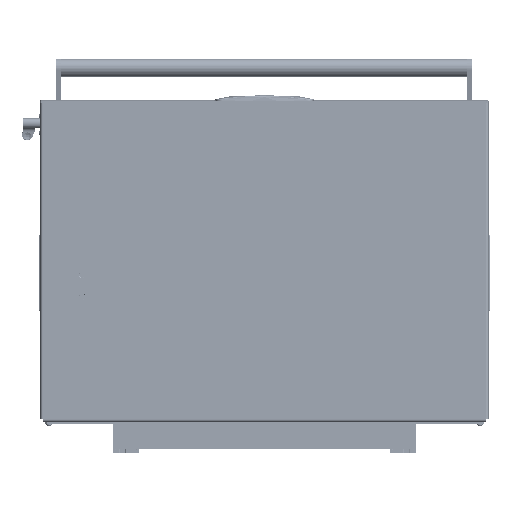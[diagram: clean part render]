
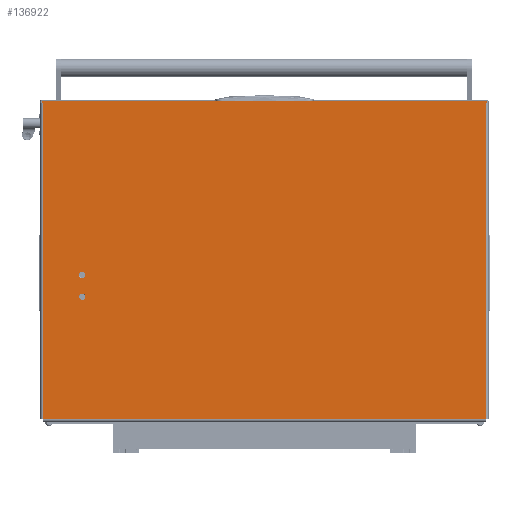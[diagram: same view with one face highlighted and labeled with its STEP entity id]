
A CAD part, front view. The second image highlights one B-rep face of the part: STEP entity #136922.
In plain terms, the highlighted face is planar.
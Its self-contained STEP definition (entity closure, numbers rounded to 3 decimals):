
#1724 = CARTESIAN_POINT ( 'NONE',  ( -2., -2., 0. ) ) ;
#3658 = CARTESIAN_POINT ( 'NONE',  ( 0., 708., 0. ) ) ;
#3963 = CIRCLE ( 'NONE', #60022, 5.2 ) ;
#4733 = CARTESIAN_POINT ( 'NONE',  ( 0., 0., 0. ) ) ;
#9017 = ORIENTED_EDGE ( 'NONE', *, *, #87247, .F. ) ;
#12100 = CIRCLE ( 'NONE', #100766, 5.2 ) ;
#13196 = DIRECTION ( 'NONE',  ( 0., 1., 0. ) ) ;
#13213 = CARTESIAN_POINT ( 'NONE',  ( 0., 0., 0. ) ) ;
#13477 = CARTESIAN_POINT ( 'NONE',  ( 0., 710., 0. ) ) ;
#14902 = CARTESIAN_POINT ( 'NONE',  ( 269.8, 645., 0. ) ) ;
#16252 = ORIENTED_EDGE ( 'NONE', *, *, #35536, .F. ) ;
#17662 = EDGE_LOOP ( 'NONE', ( #16252, #32831 ) ) ;
#19112 = VECTOR ( 'NONE', #84629, 1000. ) ;
#20701 = ORIENTED_EDGE ( 'NONE', *, *, #109486, .F. ) ;
#21283 = VECTOR ( 'NONE', #39682, 1000. ) ;
#22048 = DIRECTION ( 'NONE',  ( 1., 0., 0. ) ) ;
#22198 = DIRECTION ( 'NONE',  ( -1., 0., 0. ) ) ;
#25631 = EDGE_CURVE ( 'NONE', #120108, #41292, #51007, .T. ) ;
#25656 = DIRECTION ( 'NONE',  ( 0., 1., 0. ) ) ;
#25909 = CARTESIAN_POINT ( 'NONE',  ( 315.2, 645., 0. ) ) ;
#30877 = EDGE_CURVE ( 'NONE', #73247, #94651, #41883, .T. ) ;
#30891 = DIRECTION ( 'NONE',  ( -1., 0., 0. ) ) ;
#31067 = DIRECTION ( 'NONE',  ( 1., 0., 0. ) ) ;
#32831 = ORIENTED_EDGE ( 'NONE', *, *, #47829, .F. ) ;
#33500 = CARTESIAN_POINT ( 'NONE',  ( -2., 710., 0. ) ) ;
#34413 = CARTESIAN_POINT ( 'NONE',  ( 0., -4., 0. ) ) ;
#35113 = LINE ( 'NONE', #34413, #70439 ) ;
#35536 = EDGE_CURVE ( 'NONE', #118242, #121366, #3963, .T. ) ;
#36939 = DIRECTION ( 'NONE',  ( 0., -1., 0. ) ) ;
#38149 = VERTEX_POINT ( 'NONE', #33500 ) ;
#39682 = DIRECTION ( 'NONE',  ( -1., 0., 0. ) ) ;
#40468 = ORIENTED_EDGE ( 'NONE', *, *, #30877, .F. ) ;
#40926 = DIRECTION ( 'NONE',  ( -1., 0., 0. ) ) ;
#41292 = VERTEX_POINT ( 'NONE', #66487 ) ;
#41883 = LINE ( 'NONE', #128767, #21283 ) ;
#42189 = EDGE_CURVE ( 'NONE', #38149, #86449, #142098, .T. ) ;
#44173 = VECTOR ( 'NONE', #121147, 1000. ) ;
#45896 = VECTOR ( 'NONE', #25656, 1000. ) ;
#47612 = LINE ( 'NONE', #115475, #45896 ) ;
#47829 = EDGE_CURVE ( 'NONE', #121366, #118242, #136656, .T. ) ;
#51007 = CIRCLE ( 'NONE', #125582, 5.2 ) ;
#56307 = VERTEX_POINT ( 'NONE', #110019 ) ;
#60022 = AXIS2_PLACEMENT_3D ( 'NONE', #142644, #131672, #30891 ) ;
#62331 = FACE_BOUND ( 'NONE', #134891, .T. ) ;
#63875 = EDGE_LOOP ( 'NONE', ( #9017, #85296, #96381, #71775, #96039, #40468, #109546, #116386 ) ) ;
#64176 = DIRECTION ( 'NONE',  ( 0., 0., -1. ) ) ;
#64359 = AXIS2_PLACEMENT_3D ( 'NONE', #73054, #130697, #40926 ) ;
#65397 = CARTESIAN_POINT ( 'NONE',  ( 0., 710., 0. ) ) ;
#66487 = CARTESIAN_POINT ( 'NONE',  ( 304.8, 645., 0. ) ) ;
#70439 = VECTOR ( 'NONE', #13196, 1000. ) ;
#71775 = ORIENTED_EDGE ( 'NONE', *, *, #42189, .T. ) ;
#73054 = CARTESIAN_POINT ( 'NONE',  ( 275., 645., 0. ) ) ;
#73247 = VERTEX_POINT ( 'NONE', #102924 ) ;
#77000 = CARTESIAN_POINT ( 'NONE',  ( 310., 645., 0. ) ) ;
#80787 = LINE ( 'NONE', #124598, #134837 ) ;
#81898 = EDGE_CURVE ( 'NONE', #73247, #96929, #80787, .T. ) ;
#84629 = DIRECTION ( 'NONE',  ( 0., 1., 0. ) ) ;
#85296 = ORIENTED_EDGE ( 'NONE', *, *, #128569, .T. ) ;
#86285 = ORIENTED_EDGE ( 'NONE', *, *, #25631, .F. ) ;
#86449 = VERTEX_POINT ( 'NONE', #13477 ) ;
#87247 = EDGE_CURVE ( 'NONE', #56307, #111624, #47612, .T. ) ;
#87963 = DIRECTION ( 'NONE',  ( 0., 0., -1. ) ) ;
#94651 = VERTEX_POINT ( 'NONE', #3658 ) ;
#96039 = ORIENTED_EDGE ( 'NONE', *, *, #139229, .F. ) ;
#96322 = CARTESIAN_POINT ( 'NONE',  ( 310., 645., 0. ) ) ;
#96358 = CARTESIAN_POINT ( 'NONE',  ( 506., 0., 0. ) ) ;
#96381 = ORIENTED_EDGE ( 'NONE', *, *, #109391, .T. ) ;
#96929 = VERTEX_POINT ( 'NONE', #96358 ) ;
#97352 = PLANE ( 'NONE',  #113119 ) ;
#100766 = AXIS2_PLACEMENT_3D ( 'NONE', #96322, #64176, #118921 ) ;
#102924 = CARTESIAN_POINT ( 'NONE',  ( 506., 708., 0. ) ) ;
#103840 = VECTOR ( 'NONE', #22048, 1000. ) ;
#105305 = VERTEX_POINT ( 'NONE', #1724 ) ;
#105810 = CARTESIAN_POINT ( 'NONE',  ( -2., -4., 0. ) ) ;
#106846 = FACE_OUTER_BOUND ( 'NONE', #63875, .T. ) ;
#109391 = EDGE_CURVE ( 'NONE', #105305, #38149, #140104, .T. ) ;
#109486 = EDGE_CURVE ( 'NONE', #41292, #120108, #12100, .T. ) ;
#109546 = ORIENTED_EDGE ( 'NONE', *, *, #81898, .T. ) ;
#109731 = FACE_BOUND ( 'NONE', #17662, .T. ) ;
#110019 = CARTESIAN_POINT ( 'NONE',  ( 0., -2., 0. ) ) ;
#111624 = VERTEX_POINT ( 'NONE', #4733 ) ;
#113119 = AXIS2_PLACEMENT_3D ( 'NONE', #129478, #141164, #143325 ) ;
#113299 = LINE ( 'NONE', #13213, #103840 ) ;
#115475 = CARTESIAN_POINT ( 'NONE',  ( 0., -4., 0. ) ) ;
#116386 = ORIENTED_EDGE ( 'NONE', *, *, #116683, .F. ) ;
#116683 = EDGE_CURVE ( 'NONE', #111624, #96929, #113299, .T. ) ;
#118242 = VERTEX_POINT ( 'NONE', #14902 ) ;
#118651 = CARTESIAN_POINT ( 'NONE',  ( 280.2, 645., 0. ) ) ;
#118921 = DIRECTION ( 'NONE',  ( -1., 0., 0. ) ) ;
#120108 = VERTEX_POINT ( 'NONE', #25909 ) ;
#121147 = DIRECTION ( 'NONE',  ( -1., 0., 0. ) ) ;
#121366 = VERTEX_POINT ( 'NONE', #118651 ) ;
#121860 = CARTESIAN_POINT ( 'NONE',  ( 0., -2., 0. ) ) ;
#124598 = CARTESIAN_POINT ( 'NONE',  ( 506., 708., 0. ) ) ;
#125582 = AXIS2_PLACEMENT_3D ( 'NONE', #77000, #87963, #22198 ) ;
#126445 = VECTOR ( 'NONE', #31067, 1000. ) ;
#128569 = EDGE_CURVE ( 'NONE', #56307, #105305, #132118, .T. ) ;
#128767 = CARTESIAN_POINT ( 'NONE',  ( 0., 708., 0. ) ) ;
#129478 = CARTESIAN_POINT ( 'NONE',  ( 0., 708., 0. ) ) ;
#130697 = DIRECTION ( 'NONE',  ( 0., 0., -1. ) ) ;
#131672 = DIRECTION ( 'NONE',  ( 0., 0., -1. ) ) ;
#132118 = LINE ( 'NONE', #121860, #44173 ) ;
#134837 = VECTOR ( 'NONE', #36939, 1000. ) ;
#134891 = EDGE_LOOP ( 'NONE', ( #20701, #86285 ) ) ;
#136656 = CIRCLE ( 'NONE', #64359, 5.2 ) ;
#136922 = ADVANCED_FACE ( 'NONE', ( #109731, #62331, #106846 ), #97352, .T. ) ;
#139229 = EDGE_CURVE ( 'NONE', #94651, #86449, #35113, .T. ) ;
#140104 = LINE ( 'NONE', #105810, #19112 ) ;
#141164 = DIRECTION ( 'NONE',  ( 0., 0., -1. ) ) ;
#142098 = LINE ( 'NONE', #65397, #126445 ) ;
#142644 = CARTESIAN_POINT ( 'NONE',  ( 275., 645., 0. ) ) ;
#143325 = DIRECTION ( 'NONE',  ( -1., 0., 0. ) ) ;
